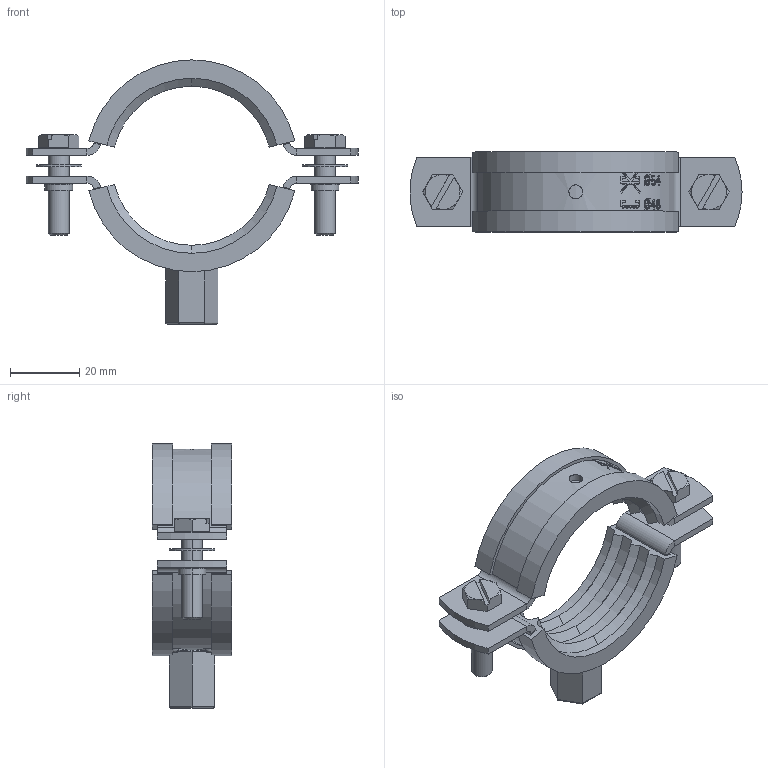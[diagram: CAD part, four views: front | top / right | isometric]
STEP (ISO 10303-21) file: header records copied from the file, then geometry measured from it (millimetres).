
FILE_DESCRIPTION (( 'STEP AP214' ), '1' );
FILE_NAME ('31179048.STEP', '2022-10-27T06:33:52', ( '' ), ( '' ), 'SwSTEP 2.0', 'SolidWorks 2021', '' );
FILE_SCHEMA (( 'AUTOMOTIVE_DESIGN' ));
Length unit declared in the file: millimetre
Products named in the file (8): 9735013060; 31179048; 8110130054; 8020130054; 9442201841^31179048; Clamp^8110130054; 9541506025; 9519002599
Assembly tree (10 placements, depth 3):
  31179048
    8110130054
      Clamp^8110130054
      9519002599
    8020130054
    9541506025  x2
    9735013060  x2
    9442201841^31179048  x2
Bounding box: 95.58 x 23 x 76.09 mm (x, y, z)
Volume: 23277.2 mm3; surface area: 27000.5 mm2
Topology: 9 solids, 9 shells, 529 faces, 1372 edges, 880 vertices
Faces by surface type: plane 175, bspline 166, cylinder 128, cone 48, torus 12
Entity records: 25609 total; most frequent: CARTESIAN_POINT 15589, ORIENTED_EDGE 2346, DIRECTION 1457, EDGE_CURVE 1173, VERTEX_POINT 751, B_SPLINE_CURVE_WITH_KNOTS 558, AXIS2_PLACEMENT_3D 555, EDGE_LOOP 484
